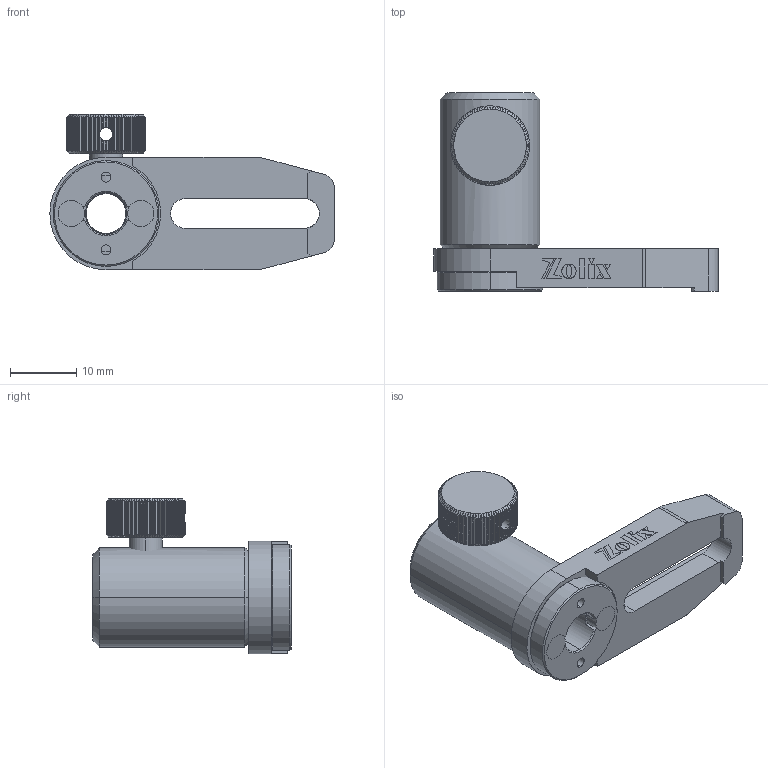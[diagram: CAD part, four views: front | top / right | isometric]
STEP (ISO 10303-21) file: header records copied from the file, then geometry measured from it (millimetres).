
FILE_DESCRIPTION (( 'STEP AP203' ), '1' );
FILE_NAME ('NMPH30.STEP', '2022-07-20T03:00:15', ( '' ), ( '' ), 'SwSTEP 2.0', 'SolidWorks 2021', '' );
FILE_SCHEMA (( 'CONFIG_CONTROL_DESIGN' ));
Length unit declared in the file: millimetre
Products named in the file (1): NMPH30
Bounding box: 43 x 30 x 23.5 mm (x, y, z)
Surface area: 4840.9 mm2 (no closed solid volume)
Topology: 0 solids, 7 shells, 412 faces, 1435 edges, 1019 vertices
Faces by surface type: plane 267, cylinder 128, cone 17
Entity records: 15975 total; most frequent: CARTESIAN_POINT 4255, ORIENTED_EDGE 2572, DIRECTION 2104, EDGE_CURVE 1435, VERTEX_POINT 1019, VECTOR 736, LINE 736, AXIS2_PLACEMENT_3D 684
